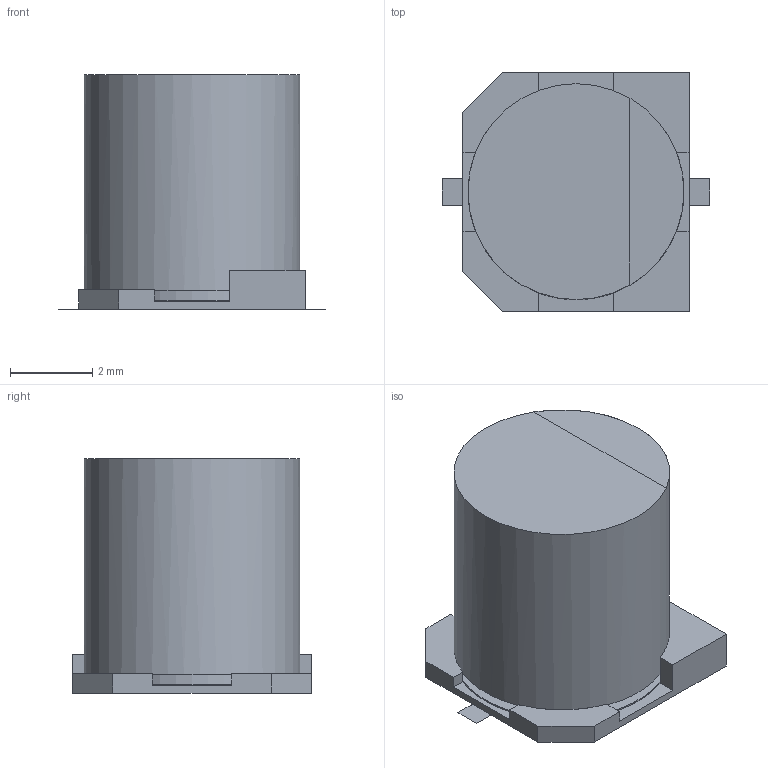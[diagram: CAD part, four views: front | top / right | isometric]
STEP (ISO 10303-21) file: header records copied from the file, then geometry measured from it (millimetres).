
FILE_DESCRIPTION(('Open CASCADE Model'),'2;1');
FILE_NAME('Open CASCADE Shape Model','2017-06-15T10:56:50',('Author'),( 'Open CASCADE'),'Open CASCADE STEP processor 6.8','Open CASCADE 6.8' ,'Unknown');
FILE_SCHEMA(('AUTOMOTIVE_DESIGN_CC2 { 1 2 10303 214 -1 1 5 4 }'));
Length unit declared in the file: millimetre
Products named in the file (8): CAPAE6558X57N.step; base; Open CASCADE STEP translator 6.8 15.1.1; cylinder; Open CASCADE STEP translator 6.8 15.2.1; mark; Open CASCADE STEP translator 6.8 15.3.1; lead
Assembly tree (8 placements, depth 3):
  CAPAE6558X57N.step
    base
      Open CASCADE STEP translator 6.8 15.1.1
    cylinder
      Open CASCADE STEP translator 6.8 15.2.1
    mark
      Open CASCADE STEP translator 6.8 15.3.1
    lead  x2
Bounding box: 6.5 x 5.8 x 5.7 mm (x, y, z)
Volume: 128.1 mm3; surface area: 233.5 mm2
Topology: 4 solids, 5 shells, 76 faces, 175 edges, 110 vertices
Faces by surface type: plane 57, cylinder 19
Full cylindrical faces by diameter (mm): 4.594 x1, 5.25 x1
Entity records: 4262 total; most frequent: DIRECTION 691, CARTESIAN_POINT 679, LINE 387, VECTOR 387, ORIENTED_EDGE 323, PCURVE 323, DEFINITIONAL_REPRESENTATION 323, EDGE_CURVE 163
